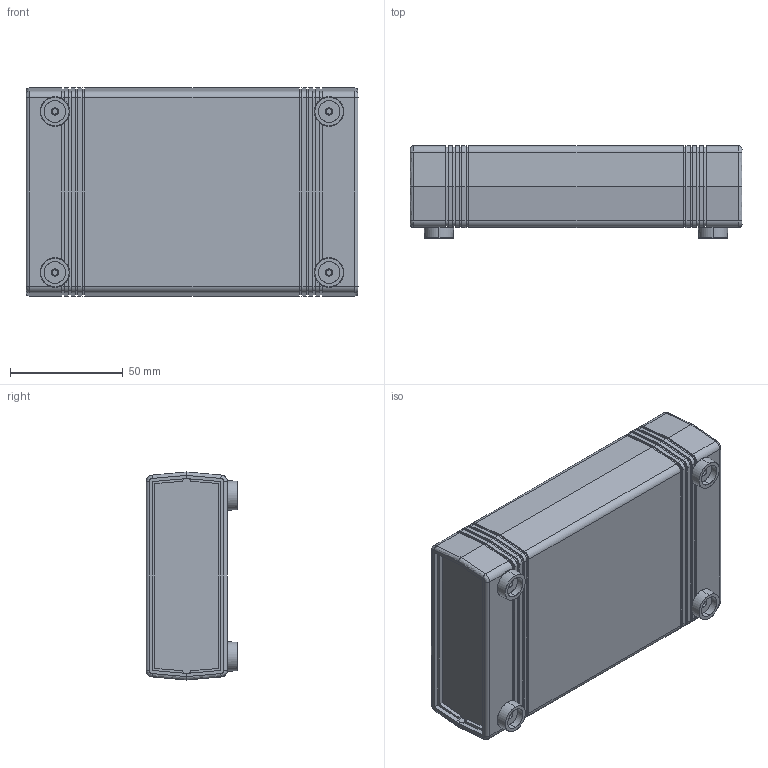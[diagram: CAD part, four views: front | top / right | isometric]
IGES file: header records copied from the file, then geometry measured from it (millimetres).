
Start section: SolidWorks IGES file using analytic representation for surfaces
Global section: file name: KMz 50A.IGS; native system: SolidWorks 2009; preprocessor: SolidWorks 2009; author: user; date: 091127.153420; units: millimetre
Bounding box: 147 x 40.7 x 92.1 mm (x, y, z)
Surface area: 96139.7 mm2 (no closed solid volume)
Topology: 0 solids, 0 shells, 544 faces, 6712 edges, 6712 vertices
Faces by surface type: bspline 368, revolution 176
